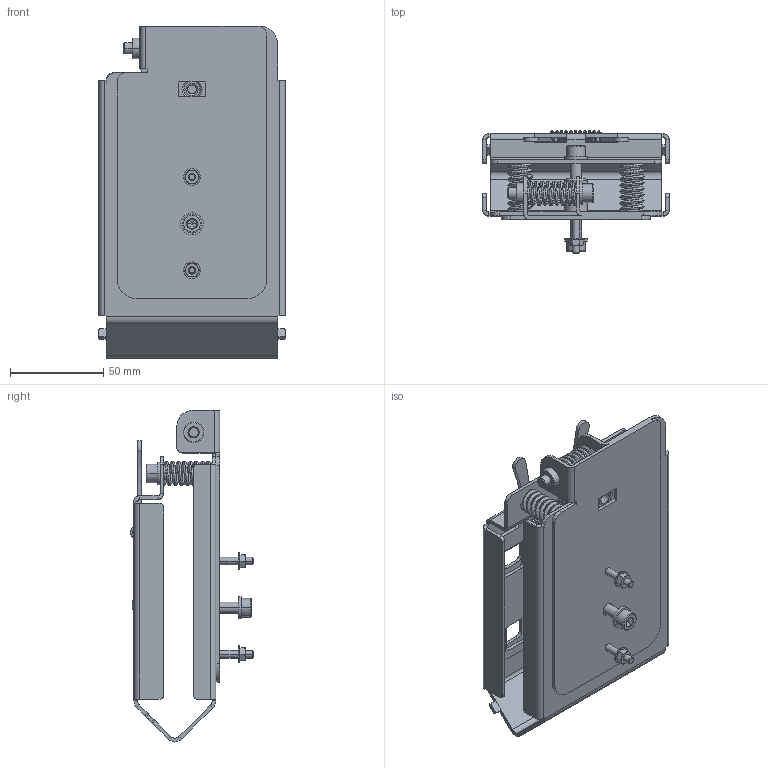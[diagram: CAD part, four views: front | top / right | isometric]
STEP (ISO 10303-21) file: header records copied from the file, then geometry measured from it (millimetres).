
FILE_DESCRIPTION((''),'2;1');
FILE_NAME('07BF40A_SW0002','2012-03-29T',('dhelisch'),(''),'PRO/ENGINEER BY PARAMETRIC TECHNOLOGY CORPORATION, 2007250','PRO/ENGINEER BY PARAMETRIC TECHNOLOGY CORPORATION, 2007250','');
FILE_SCHEMA(('CONFIG_CONTROL_DESIGN'));
Length unit declared in the file: millimetre
Products named in the file (1): 07BF40A_SW0002
Bounding box: 100 x 65.7 x 178 mm (x, y, z)
Volume: 117577.5 mm3; surface area: 95797.1 mm2
Topology: 1 solids, 1 shells, 666 faces, 1651 edges, 1026 vertices
Faces by surface type: plane 338, cylinder 203, cone 80, bspline 29, torus 16
Entity records: 40560 total; most frequent: CARTESIAN_POINT 19511, DIRECTION 3328, ORIENTED_EDGE 3302, EDGE_CURVE 1651, AXIS2_PLACEMENT_3D 1193, VERTEX_POINT 1026, VECTOR 942, LINE 942
